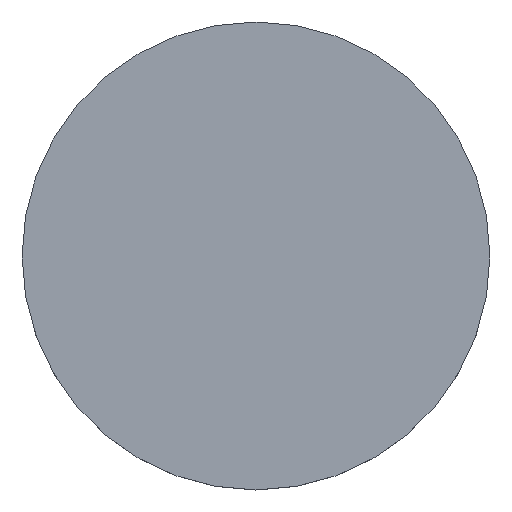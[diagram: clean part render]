
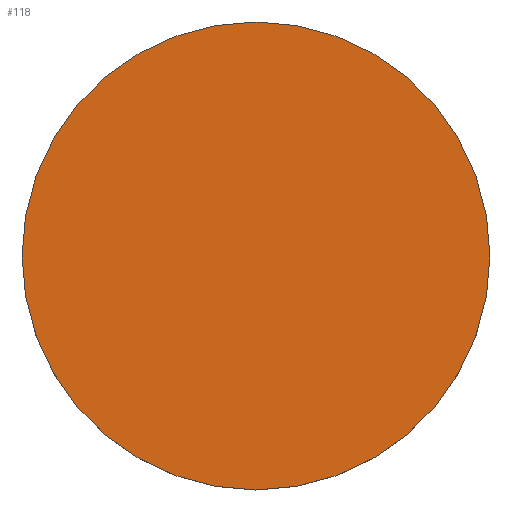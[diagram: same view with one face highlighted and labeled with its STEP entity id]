
A CAD part, top view. The second image highlights one B-rep face of the part: STEP entity #118.
In plain terms, the highlighted planar face has unit normal (0, 0, 1).
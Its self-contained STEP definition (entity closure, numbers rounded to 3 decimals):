
#9 = AXIS2_PLACEMENT_3D ( 'NONE', #27, #49, #117 ) ;
#13 = CIRCLE ( 'NONE', #9, 12.7 ) ;
#25 = PLANE ( 'NONE',  #114 ) ;
#27 = CARTESIAN_POINT ( 'NONE',  ( 0., 0., 3. ) ) ;
#37 = CARTESIAN_POINT ( 'NONE',  ( 0., 26.112, 3. ) ) ;
#40 = VERTEX_POINT ( 'NONE', #188 ) ;
#47 = ORIENTED_EDGE ( 'NONE', *, *, #88, .F. ) ;
#49 = DIRECTION ( 'NONE',  ( 0., 0., -1. ) ) ;
#54 = DIRECTION ( 'NONE',  ( 0., 0., -1. ) ) ;
#60 = EDGE_CURVE ( 'NONE', #40, #110, #13, .T. ) ;
#88 = EDGE_CURVE ( 'NONE', #110, #40, #109, .T. ) ;
#90 = AXIS2_PLACEMENT_3D ( 'NONE', #159, #54, #235 ) ;
#109 = CIRCLE ( 'NONE', #90, 12.7 ) ;
#110 = VERTEX_POINT ( 'NONE', #197 ) ;
#114 = AXIS2_PLACEMENT_3D ( 'NONE', #37, #216, #198 ) ;
#117 = DIRECTION ( 'NONE',  ( 1., 0., 0. ) ) ;
#118 = ADVANCED_FACE ( 'NONE', ( #128 ), #25, .T. ) ;
#128 = FACE_OUTER_BOUND ( 'NONE', #148, .T. ) ;
#148 = EDGE_LOOP ( 'NONE', ( #187, #47 ) ) ;
#159 = CARTESIAN_POINT ( 'NONE',  ( 0., 0., 3. ) ) ;
#187 = ORIENTED_EDGE ( 'NONE', *, *, #60, .F. ) ;
#188 = CARTESIAN_POINT ( 'NONE',  ( 12.7, 0., 3. ) ) ;
#197 = CARTESIAN_POINT ( 'NONE',  ( -12.7, 0., 3. ) ) ;
#198 = DIRECTION ( 'NONE',  ( 1., 0., 0. ) ) ;
#216 = DIRECTION ( 'NONE',  ( 0., 0., 1. ) ) ;
#235 = DIRECTION ( 'NONE',  ( 1., 0., 0. ) ) ;
